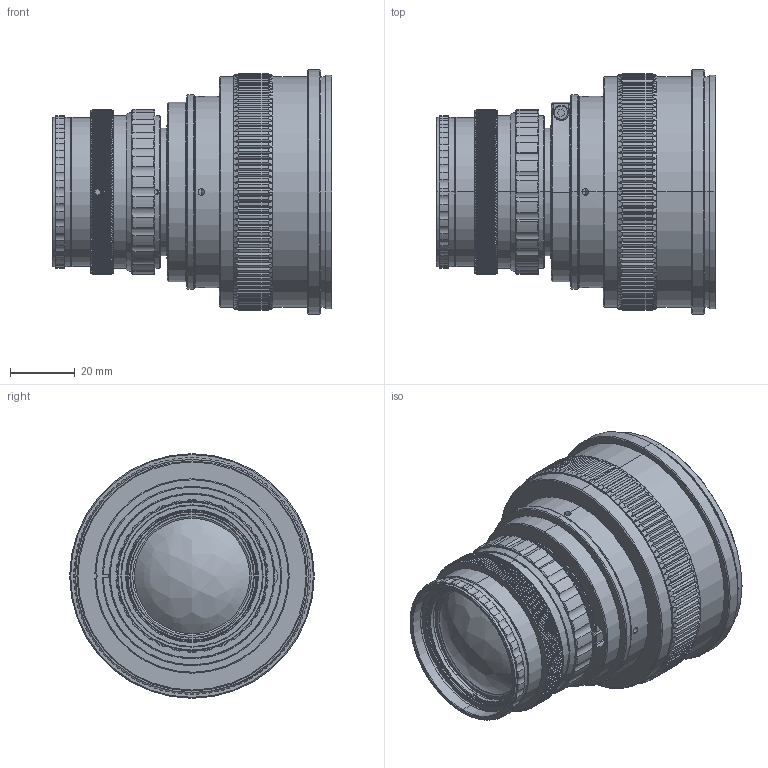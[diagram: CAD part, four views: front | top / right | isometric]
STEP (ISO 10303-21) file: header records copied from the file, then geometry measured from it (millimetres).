
FILE_DESCRIPTION (( 'STEP AP214' ), '1' );
FILE_NAME ('620005.STEP', '2019-10-25T05:33:08', ( '' ), ( '' ), 'SwSTEP 2.0', 'SolidWorks 2016', '' );
FILE_SCHEMA (( 'AUTOMOTIVE_DESIGN' ));
Length unit declared in the file: millimetre
Products named in the file (19): 嫖戲郪璃; M2.5x5 す芛階佪; E1; 蝶磁1; M72x075諉諳12mm楊擘; E2; G4 圧圈; ヶ噩芠; 00402 F諳; 光阑限位压圈; 620005; G3 圧圈; G1 圧圈; 綴噩芠; 惕踡遠; M2x2.5 す芛階佪; 嫖戲覃誹遠; M2.5x10_跡蕾伬; G2 圧圈
Assembly tree (21 placements, depth 3):
  620005
    綴噩芠
    ヶ噩芠
    蝶磁1
      E1
      E2
    嫖戲郪璃
    G3 圧圈
    G2 圧圈
    G1 圧圈
    嫖戲覃誹遠
    G4 圧圈
    00402 F諳
    惕踡遠
    光阑限位压圈
    M2.5x10_跡蕾伬
    M72x075諉諳12mm楊擘
    M2.5x5 す芛階佪  x2
    M2x2.5 す芛階佪  x3
Bounding box: 86.43 x 75.5 x 75.5 mm (x, y, z)
Volume: 101664.1 mm3; surface area: 82736.8 mm2
Topology: 21 solids, 21 shells, 2533 faces, 7103 edges, 4682 vertices
Faces by surface type: cylinder 971, plane 880, cone 678, bspline 4
Entity records: 84855 total; most frequent: CARTESIAN_POINT 21818, ORIENTED_EDGE 14006, DIRECTION 12298, EDGE_CURVE 7003, AXIS2_PLACEMENT_3D 5136, VERTEX_POINT 4618, CIRCLE 2627, EDGE_LOOP 2605
